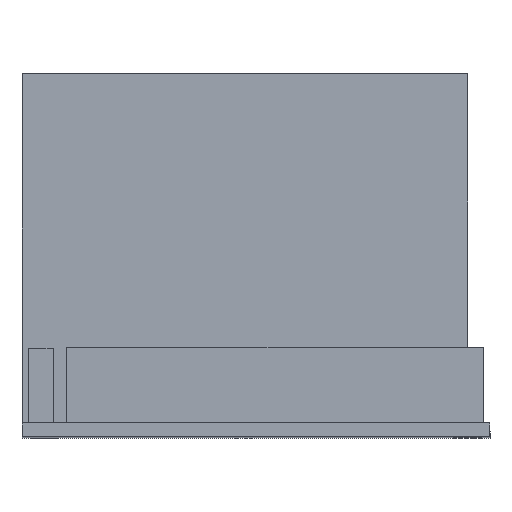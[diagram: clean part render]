
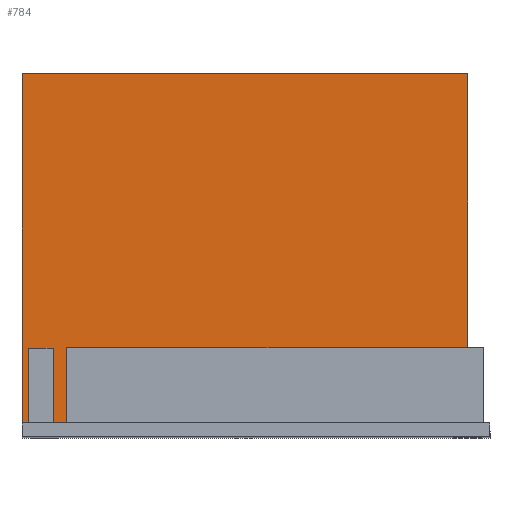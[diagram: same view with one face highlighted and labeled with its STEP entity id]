
A CAD part, top view. The second image highlights one B-rep face of the part: STEP entity #784.
In plain terms, the highlighted planar face has unit normal (0, 0, 1).
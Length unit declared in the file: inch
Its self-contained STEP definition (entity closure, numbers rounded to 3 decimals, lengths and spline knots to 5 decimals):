
#50=FACE_OUTER_BOUND('',#91,.T.);
#91=EDGE_LOOP('',(#575,#576,#577,#578,#579,#580,#581,#582,#583,#584));
#165=LINE('',#1157,#267);
#166=LINE('',#1160,#268);
#167=LINE('',#1162,#269);
#168=LINE('',#1164,#270);
#169=LINE('',#1166,#271);
#170=LINE('',#1168,#272);
#171=LINE('',#1170,#273);
#172=LINE('',#1172,#274);
#173=LINE('',#1174,#275);
#174=LINE('',#1175,#276);
#267=VECTOR('',#942,0.3937);
#268=VECTOR('',#945,0.3937);
#269=VECTOR('',#946,0.3937);
#270=VECTOR('',#947,0.3937);
#271=VECTOR('',#948,0.3937);
#272=VECTOR('',#949,0.3937);
#273=VECTOR('',#950,0.3937);
#274=VECTOR('',#951,0.3937);
#275=VECTOR('',#952,0.3937);
#276=VECTOR('',#953,0.3937);
#357=VERTEX_POINT('',#1153);
#358=VERTEX_POINT('',#1155);
#359=VERTEX_POINT('',#1159);
#360=VERTEX_POINT('',#1161);
#361=VERTEX_POINT('',#1163);
#362=VERTEX_POINT('',#1165);
#363=VERTEX_POINT('',#1167);
#364=VERTEX_POINT('',#1169);
#365=VERTEX_POINT('',#1171);
#366=VERTEX_POINT('',#1173);
#441=EDGE_CURVE('',#357,#358,#165,.T.);
#442=EDGE_CURVE('',#357,#359,#166,.T.);
#443=EDGE_CURVE('',#360,#358,#167,.T.);
#444=EDGE_CURVE('',#361,#360,#168,.T.);
#445=EDGE_CURVE('',#362,#361,#169,.T.);
#446=EDGE_CURVE('',#363,#362,#170,.T.);
#447=EDGE_CURVE('',#364,#363,#171,.T.);
#448=EDGE_CURVE('',#365,#364,#172,.T.);
#449=EDGE_CURVE('',#366,#365,#173,.T.);
#450=EDGE_CURVE('',#359,#366,#174,.T.);
#575=ORIENTED_EDGE('',*,*,#442,.F.);
#576=ORIENTED_EDGE('',*,*,#441,.T.);
#577=ORIENTED_EDGE('',*,*,#443,.F.);
#578=ORIENTED_EDGE('',*,*,#444,.F.);
#579=ORIENTED_EDGE('',*,*,#445,.F.);
#580=ORIENTED_EDGE('',*,*,#446,.F.);
#581=ORIENTED_EDGE('',*,*,#447,.F.);
#582=ORIENTED_EDGE('',*,*,#448,.F.);
#583=ORIENTED_EDGE('',*,*,#449,.F.);
#584=ORIENTED_EDGE('',*,*,#450,.F.);
#747=PLANE('',#839);
#784=ADVANCED_FACE('',(#50),#747,.T.);
#839=AXIS2_PLACEMENT_3D('',#1158,#943,#944);
#942=DIRECTION('',(0.,1.,0.));
#943=DIRECTION('center_axis',(0.,0.,1.));
#944=DIRECTION('ref_axis',(1.,0.,0.));
#945=DIRECTION('',(-1.,0.,0.));
#946=DIRECTION('',(1.,0.,0.));
#947=DIRECTION('',(0.,1.,0.));
#948=DIRECTION('',(-1.,0.,0.));
#949=DIRECTION('',(0.,-1.,0.));
#950=DIRECTION('',(-1.,0.,0.));
#951=DIRECTION('',(0.,1.,0.));
#952=DIRECTION('',(-1.,0.,0.));
#953=DIRECTION('',(0.,-1.,0.));
#1153=CARTESIAN_POINT('',(-0.1,0.39921,-1.5));
#1155=CARTESIAN_POINT('',(-0.1,1.6325,-1.5));
#1157=CARTESIAN_POINT('',(-0.1,0.0625,-1.5));
#1158=CARTESIAN_POINT('Origin',(-2.1,0.0625,-1.5));
#1159=CARTESIAN_POINT('',(-0.23514,0.39921,-1.5));
#1160=CARTESIAN_POINT('',(-1.11612,0.39921,-1.5));
#1161=CARTESIAN_POINT('',(-2.1,1.6325,-1.5));
#1162=CARTESIAN_POINT('',(-0.1,1.6325,-1.5));
#1163=CARTESIAN_POINT('',(-2.1,0.0625,-1.5));
#1164=CARTESIAN_POINT('',(-2.1,0.0625,-1.5));
#1165=CARTESIAN_POINT('',(-2.06988,0.0625,-1.5));
#1166=CARTESIAN_POINT('',(-1.575,0.0625,-1.5));
#1167=CARTESIAN_POINT('',(-2.06988,0.39921,-1.5));
#1168=CARTESIAN_POINT('',(-2.06988,0.0625,-1.5));
#1169=CARTESIAN_POINT('',(-1.96038,0.39921,-1.5));
#1170=CARTESIAN_POINT('',(-2.05756,0.39921,-1.5));
#1171=CARTESIAN_POINT('',(-1.96038,0.0625,-1.5));
#1172=CARTESIAN_POINT('',(-1.96038,0.0625,-1.5));
#1173=CARTESIAN_POINT('',(-0.23514,0.0625,-1.5));
#1174=CARTESIAN_POINT('',(-1.575,0.0625,-1.5));
#1175=CARTESIAN_POINT('',(-0.23514,0.0625,-1.5));
